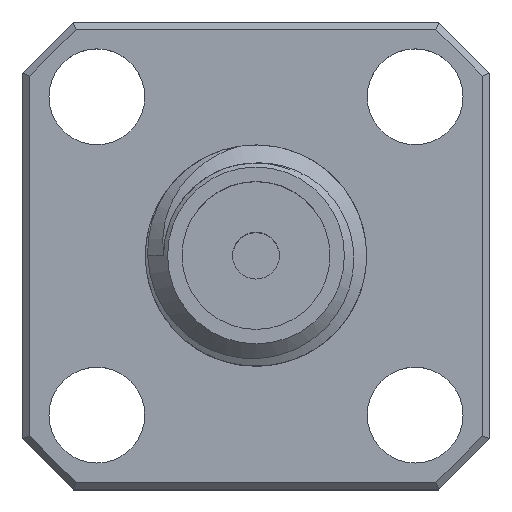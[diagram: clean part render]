
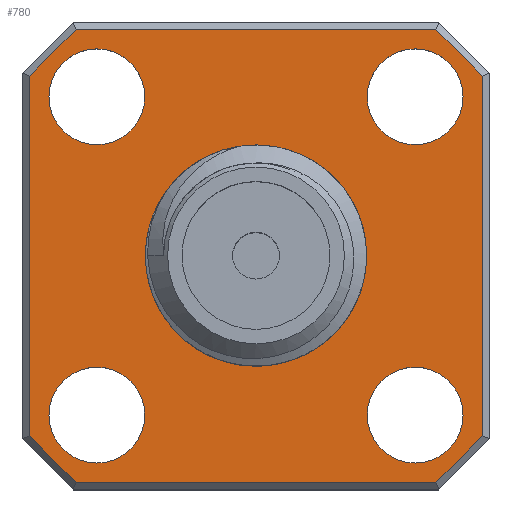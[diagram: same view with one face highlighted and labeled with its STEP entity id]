
A CAD part, top view. The second image highlights one B-rep face of the part: STEP entity #780.
In plain terms, the highlighted planar face has unit normal (0, 0, 1).
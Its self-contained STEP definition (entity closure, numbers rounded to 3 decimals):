
#26=PLANE('',#883);
#77=LINE('',#1564,#137);
#78=LINE('',#1566,#138);
#79=LINE('',#1568,#139);
#80=LINE('',#1570,#140);
#81=LINE('',#1572,#141);
#82=LINE('',#1574,#142);
#83=LINE('',#1576,#143);
#84=LINE('',#1577,#144);
#137=VECTOR('',#1046,1000.);
#138=VECTOR('',#1047,1000.);
#139=VECTOR('',#1048,1000.);
#140=VECTOR('',#1049,1000.);
#141=VECTOR('',#1050,1000.);
#142=VECTOR('',#1051,1000.);
#143=VECTOR('',#1052,1000.);
#144=VECTOR('',#1053,1000.);
#215=FACE_BOUND('',#325,.T.);
#216=FACE_BOUND('',#326,.T.);
#217=FACE_BOUND('',#327,.T.);
#218=FACE_BOUND('',#328,.T.);
#219=FACE_BOUND('',#329,.T.);
#254=FACE_OUTER_BOUND('',#324,.T.);
#324=EDGE_LOOP('',(#632,#633,#634,#635,#636,#637,#638,#639));
#325=EDGE_LOOP('',(#640));
#326=EDGE_LOOP('',(#641));
#327=EDGE_LOOP('',(#642));
#328=EDGE_LOOP('',(#643));
#329=EDGE_LOOP('',(#644));
#370=CIRCLE('',#833,2.72);
#389=CIRCLE('',#864,1.3);
#391=CIRCLE('',#867,1.3);
#393=CIRCLE('',#870,1.3);
#395=CIRCLE('',#873,1.3);
#400=VERTEX_POINT('',#1143);
#423=VERTEX_POINT('',#1494);
#425=VERTEX_POINT('',#1499);
#427=VERTEX_POINT('',#1504);
#429=VERTEX_POINT('',#1509);
#447=VERTEX_POINT('',#1562);
#448=VERTEX_POINT('',#1563);
#449=VERTEX_POINT('',#1565);
#450=VERTEX_POINT('',#1567);
#451=VERTEX_POINT('',#1569);
#452=VERTEX_POINT('',#1571);
#453=VERTEX_POINT('',#1573);
#454=VERTEX_POINT('',#1575);
#467=EDGE_CURVE('',#400,#400,#370,.T.);
#491=EDGE_CURVE('',#423,#423,#389,.T.);
#493=EDGE_CURVE('',#425,#425,#391,.T.);
#495=EDGE_CURVE('',#427,#427,#393,.T.);
#497=EDGE_CURVE('',#429,#429,#395,.T.);
#523=EDGE_CURVE('',#447,#448,#77,.T.);
#524=EDGE_CURVE('',#448,#449,#78,.T.);
#525=EDGE_CURVE('',#449,#450,#79,.T.);
#526=EDGE_CURVE('',#450,#451,#80,.T.);
#527=EDGE_CURVE('',#451,#452,#81,.T.);
#528=EDGE_CURVE('',#452,#453,#82,.T.);
#529=EDGE_CURVE('',#453,#454,#83,.T.);
#530=EDGE_CURVE('',#454,#447,#84,.T.);
#632=ORIENTED_EDGE('',*,*,#523,.T.);
#633=ORIENTED_EDGE('',*,*,#524,.T.);
#634=ORIENTED_EDGE('',*,*,#525,.T.);
#635=ORIENTED_EDGE('',*,*,#526,.T.);
#636=ORIENTED_EDGE('',*,*,#527,.T.);
#637=ORIENTED_EDGE('',*,*,#528,.T.);
#638=ORIENTED_EDGE('',*,*,#529,.T.);
#639=ORIENTED_EDGE('',*,*,#530,.T.);
#640=ORIENTED_EDGE('',*,*,#467,.T.);
#641=ORIENTED_EDGE('',*,*,#491,.F.);
#642=ORIENTED_EDGE('',*,*,#493,.F.);
#643=ORIENTED_EDGE('',*,*,#495,.F.);
#644=ORIENTED_EDGE('',*,*,#497,.F.);
#780=ADVANCED_FACE('',(#254,#215,#216,#217,#218,#219),#26,.T.);
#833=AXIS2_PLACEMENT_3D('',#1144,#919,#920);
#864=AXIS2_PLACEMENT_3D('',#1495,#982,#983);
#867=AXIS2_PLACEMENT_3D('',#1500,#988,#989);
#870=AXIS2_PLACEMENT_3D('',#1505,#994,#995);
#873=AXIS2_PLACEMENT_3D('',#1510,#1000,#1001);
#883=AXIS2_PLACEMENT_3D('',#1561,#1044,#1045);
#919=DIRECTION('center_axis',(0.,0.,-1.));
#920=DIRECTION('ref_axis',(1.,0.,0.));
#982=DIRECTION('center_axis',(0.,0.,1.));
#983=DIRECTION('ref_axis',(1.,0.,0.));
#988=DIRECTION('center_axis',(0.,0.,1.));
#989=DIRECTION('ref_axis',(1.,0.,0.));
#994=DIRECTION('center_axis',(0.,0.,1.));
#995=DIRECTION('ref_axis',(1.,0.,0.));
#1000=DIRECTION('center_axis',(0.,0.,1.));
#1001=DIRECTION('ref_axis',(1.,0.,0.));
#1044=DIRECTION('center_axis',(0.,0.,1.));
#1045=DIRECTION('ref_axis',(1.,0.,0.));
#1046=DIRECTION('',(0.,-1.,0.));
#1047=DIRECTION('',(0.707,-0.707,0.));
#1048=DIRECTION('',(1.,0.,0.));
#1049=DIRECTION('',(0.707,0.707,0.));
#1050=DIRECTION('',(0.,1.,0.));
#1051=DIRECTION('',(-0.707,0.707,0.));
#1052=DIRECTION('',(-1.,0.,0.));
#1053=DIRECTION('',(-0.707,-0.707,0.));
#1143=CARTESIAN_POINT('',(2.72,0.,1.65));
#1144=CARTESIAN_POINT('Origin',(0.,0.,1.65));
#1494=CARTESIAN_POINT('',(3.02,4.32,1.65));
#1495=CARTESIAN_POINT('Origin',(4.32,4.32,1.65));
#1499=CARTESIAN_POINT('',(-5.62,4.32,1.65));
#1500=CARTESIAN_POINT('Origin',(-4.32,4.32,1.65));
#1504=CARTESIAN_POINT('',(-5.62,-4.32,1.65));
#1505=CARTESIAN_POINT('Origin',(-4.32,-4.32,1.65));
#1509=CARTESIAN_POINT('',(3.02,-4.32,1.65));
#1510=CARTESIAN_POINT('Origin',(4.32,-4.32,1.65));
#1561=CARTESIAN_POINT('Origin',(0.,0.,1.65));
#1562=CARTESIAN_POINT('',(-6.15,4.881,1.65));
#1563=CARTESIAN_POINT('',(-6.15,-4.881,1.65));
#1564=CARTESIAN_POINT('',(-6.15,-4.964,1.65));
#1565=CARTESIAN_POINT('',(-4.881,-6.15,1.65));
#1566=CARTESIAN_POINT('',(-4.822,-6.209,1.65));
#1567=CARTESIAN_POINT('',(4.881,-6.15,1.65));
#1568=CARTESIAN_POINT('',(4.964,-6.15,1.65));
#1569=CARTESIAN_POINT('',(6.15,-4.881,1.65));
#1570=CARTESIAN_POINT('',(6.209,-4.822,1.65));
#1571=CARTESIAN_POINT('',(6.15,4.881,1.65));
#1572=CARTESIAN_POINT('',(6.15,4.964,1.65));
#1573=CARTESIAN_POINT('',(4.881,6.15,1.65));
#1574=CARTESIAN_POINT('',(4.822,6.209,1.65));
#1575=CARTESIAN_POINT('',(-4.881,6.15,1.65));
#1576=CARTESIAN_POINT('',(-4.964,6.15,1.65));
#1577=CARTESIAN_POINT('',(-6.209,4.822,1.65));
